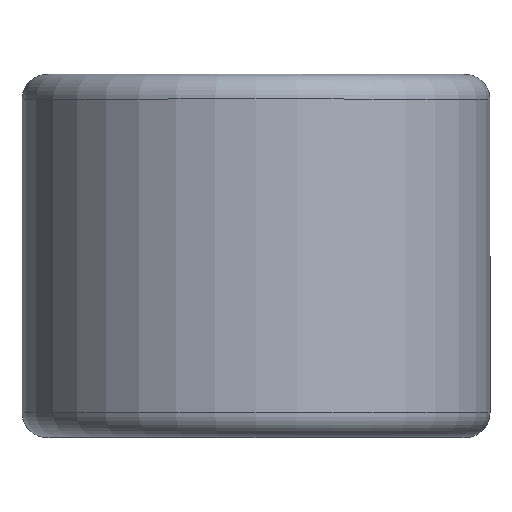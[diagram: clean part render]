
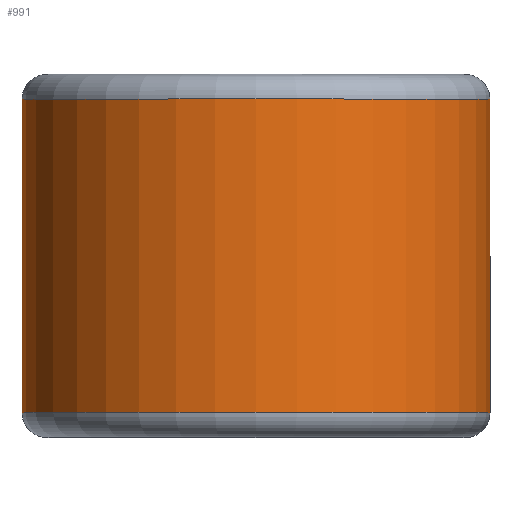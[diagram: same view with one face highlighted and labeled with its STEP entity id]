
A CAD part, top view. The second image highlights one B-rep face of the part: STEP entity #991.
In plain terms, the highlighted cylindrical face has radius 7.163 mm (diameter 14.326 mm), a partial arc.
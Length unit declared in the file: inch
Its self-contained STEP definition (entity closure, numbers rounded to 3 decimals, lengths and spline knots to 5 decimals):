
#1 = FACE_OUTER_BOUND ( 'NONE', #1828, .T. ) ;
#81 = VECTOR ( 'NONE', #1422, 39.37008 ) ;
#96 = ORIENTED_EDGE ( 'NONE', *, *, #1921, .F. ) ;
#127 = CARTESIAN_POINT ( 'NONE',  ( 0.282, 0.18875, 0. ) ) ;
#158 = DIRECTION ( 'NONE',  ( 0., 0., -1. ) ) ;
#309 = VERTEX_POINT ( 'NONE', #1328 ) ;
#378 = ORIENTED_EDGE ( 'NONE', *, *, #1675, .T. ) ;
#536 = CARTESIAN_POINT ( 'NONE',  ( 0., 0.18875, -0.282 ) ) ;
#640 = VECTOR ( 'NONE', #1993, 39.37008 ) ;
#695 = LINE ( 'NONE', #127, #81 ) ;
#704 = DIRECTION ( 'NONE',  ( 0., -1., 0. ) ) ;
#794 = CYLINDRICAL_SURFACE ( 'NONE', #1073, 0.282 ) ;
#875 = CARTESIAN_POINT ( 'NONE',  ( 0., -0.18875, 0. ) ) ;
#878 = LINE ( 'NONE', #1980, #640 ) ;
#894 = VERTEX_POINT ( 'NONE', #2313 ) ;
#897 = EDGE_CURVE ( 'NONE', #894, #309, #695, .T. ) ;
#899 = DIRECTION ( 'NONE',  ( 0., -1., 0. ) ) ;
#915 = VERTEX_POINT ( 'NONE', #536 ) ;
#991 = ADVANCED_FACE ( 'NONE', ( #1 ), #794, .T. ) ;
#1073 = AXIS2_PLACEMENT_3D ( 'NONE', #1841, #1521, #1168 ) ;
#1168 = DIRECTION ( 'NONE',  ( 0., 0., -1. ) ) ;
#1328 = CARTESIAN_POINT ( 'NONE',  ( 0.282, 0.18875, 0. ) ) ;
#1422 = DIRECTION ( 'NONE',  ( 0., 1., 0. ) ) ;
#1439 = CIRCLE ( 'NONE', #2053, 0.282 ) ;
#1486 = ORIENTED_EDGE ( 'NONE', *, *, #897, .T. ) ;
#1521 = DIRECTION ( 'NONE',  ( 0., -1., 0. ) ) ;
#1675 = EDGE_CURVE ( 'NONE', #309, #915, #1824, .T. ) ;
#1685 = EDGE_CURVE ( 'NONE', #1988, #915, #878, .T. ) ;
#1824 = CIRCLE ( 'NONE', #2084, 0.282 ) ;
#1828 = EDGE_LOOP ( 'NONE', ( #1486, #378, #2221, #96 ) ) ;
#1841 = CARTESIAN_POINT ( 'NONE',  ( 0., 0.1875, 0. ) ) ;
#1921 = EDGE_CURVE ( 'NONE', #894, #1988, #1439, .T. ) ;
#1964 = CARTESIAN_POINT ( 'NONE',  ( 0., 0.18875, 0. ) ) ;
#1980 = CARTESIAN_POINT ( 'NONE',  ( 0., 0.18875, -0.282 ) ) ;
#1988 = VERTEX_POINT ( 'NONE', #2346 ) ;
#1993 = DIRECTION ( 'NONE',  ( 0., 1., 0. ) ) ;
#2053 = AXIS2_PLACEMENT_3D ( 'NONE', #875, #704, #2320 ) ;
#2084 = AXIS2_PLACEMENT_3D ( 'NONE', #1964, #899, #158 ) ;
#2221 = ORIENTED_EDGE ( 'NONE', *, *, #1685, .F. ) ;
#2313 = CARTESIAN_POINT ( 'NONE',  ( 0.282, -0.18875, 0. ) ) ;
#2320 = DIRECTION ( 'NONE',  ( 0., 0., -1. ) ) ;
#2346 = CARTESIAN_POINT ( 'NONE',  ( 0., -0.18875, -0.282 ) ) ;
